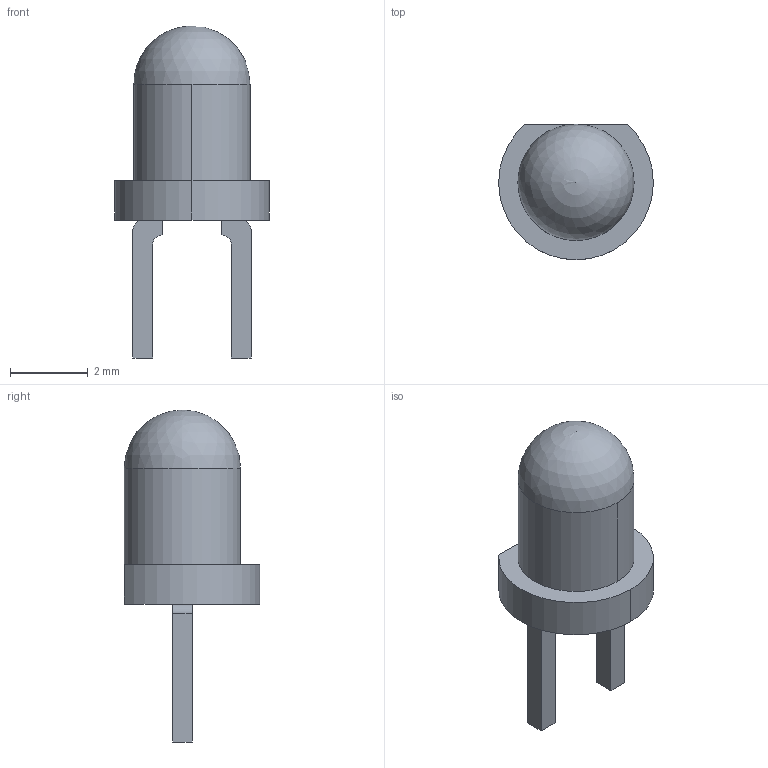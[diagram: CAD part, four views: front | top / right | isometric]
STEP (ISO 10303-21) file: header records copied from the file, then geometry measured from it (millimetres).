
FILE_DESCRIPTION(('FreeCAD Model'),'2;1');
FILE_NAME('441EF751-E831-4294-B3C1-FFFF8896D3AF.step','2016-12-07T10:00:39',( 'Author'),(''),'Open CASCADE STEP processor 6.8','FreeCAD','Unknown' );
FILE_SCHEMA(('AUTOMOTIVE_DESIGN_CC2 { 1 2 10303 214 -1 1 5 4 }'));
Length unit declared in the file: millimetre
Products named in the file (2): ASSEMBLY; 441EF751-E831-4294-B3C1-FFFF8896D3AF
Assembly tree (1 placements, depth 2):
  ASSEMBLY
    441EF751-E831-4294-B3C1-FFFF8896D3AF
Bounding box: 3.99 x 3.49 x 8.56 mm (x, y, z)
Volume: 38.3 mm3; surface area: 81.3 mm2
Topology: 1 solids, 1 shells, 24 faces, 61 edges, 40 vertices
Faces by surface type: plane 15, cylinder 8, sphere 1
Entity records: 2554 total; most frequent: CARTESIAN_POINT 1188, DIRECTION 206, ORIENTED_EDGE 120, PCURVE 120, DEFINITIONAL_REPRESENTATION 120, LINE 110, VECTOR 110, EDGE_CURVE 60
